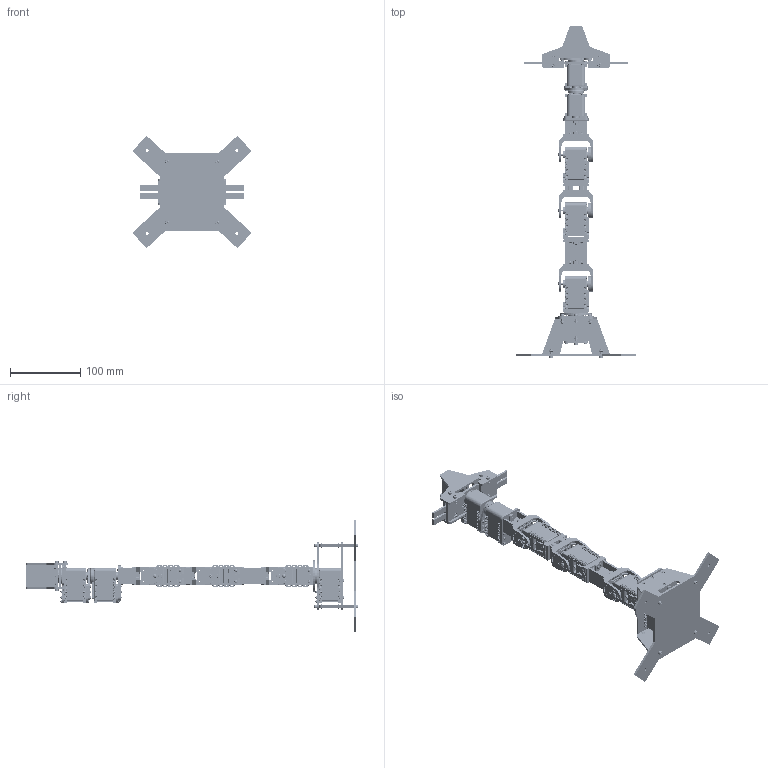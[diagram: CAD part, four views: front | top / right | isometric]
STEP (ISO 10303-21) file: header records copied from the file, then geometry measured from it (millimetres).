
FILE_DESCRIPTION(/* description */ (''),/* implementation_level */ '2;1');
FILE_NAME(/* name */ 'Whiteone.stp',/* time_stamp */ '2019-08-25T20:01:11+03:00',/* author */ ('molotilkin'),/* organization */ (''),/* preprocessor_version */ 'ST-DEVELOPER v18',/* originating_system */ 'Autodesk Inventor 2020',/* authorisation */ '');
FILE_SCHEMA (('AUTOMOTIVE_DESIGN { 1 0 10303 214 3 1 1 }'));
Products named in the file (45): Whiteone; Крепеж головки; Схват основа; Крабик; Боковина клежни; Средений слайдер; Верхний слайдер; Ребро схвата 
среднее; Нижний слайдер; Втулка полиамид 
d4; DIN 125 - A 2,2; Фланец головки; Ребро головки; Боковина ребра 
головки; Проставка головки; Боковина ребра 
короткая; ISO 7045 - M2 x 20 - 4.8 - H; Ребро длинное; Боковина ребра 
длиная; Фланец звена; Прижимная планка; FP04-F2; ISO 7045 - M2 x 10 - 4.8 - H; BPF-WA; BPF-BU; Стол; FP04-F3; ISO 7045 - M2,5 x 10 - 4.8 - H; Опора; AX-12A; AX-12A-01; AX-12A-02; AX-12A-03; AX-12A-04; SetScrew; pan head cross recess screw_iso2_ISO 7045 - M2.5 x 8 - Z --- 8C; Перегородка основания; Крышка основания; Нога; ISO 7045 - M2 x 8 - 4.8 - H ...
Assembly tree (292 placements, depth 3):
  Whiteone
    Проставка головки  x2
    Крепеж головки
    Схват основа
    AX-12A  x6
      AX-12A-01
      AX-12A-02
      AX-12A-03
      AX-12A-04
      SetScrew
      pan head cross recess screw_iso2_ISO 7045 - M2.5 x 8 - Z --- 8C
    Крабик  x2
    Верхний слайдер  x2
    Средений слайдер  x2
    Боковина клежни  x4
    Нижний слайдер  x2
    Ребро схвата 
среднее  x2
    DIN 125 - A 2,2  x8
    ISO 7045 - M2 x 8 - 4.8 - H  x38
    ISO 4035 - M2(1)  x70
    ISO 4762  - M3 x 10  x20
    ISO 4035 - M3(1)  x20
    Втулка полиамид 
d4  x4
    ISO 7045 - M2 x 6 - 4.8 - H  x30
    ISO 7045 - M2 x 10 - 4.8 - H  x20
    Фланец головки
    Ребро головки
    Боковина ребра 
головки  x2
    Прижимная планка  x8
    Фланец звена  x5
    FP04-F2  x3
    BPF-BU  x3
    BPF-WA  x3
    FP04-F3  x3
    Боковина ребра 
короткая  x2
    ISO 7045 - M2,5 x 10 - 4.8 - H  x3
    ISO 7045 - M2 x 20 - 4.8 - H  x4
    Ребро длинное
    Боковина ребра 
длиная  x2
    Стол
    Опора
    Нога  x2
    Перегородка основания
    Крышка основания
    Держак клешни  x2
Bounding box: 170.16 x 472.8 x 160.3 mm (x, y, z)
Volume: 478310.5 mm3; surface area: 311795.6 mm2
Topology: 325 solids, 325 shells, 12827 faces, 35938 edges, 24002 vertices
Faces by surface type: plane 8148, cone 1966, cylinder 1804, torus 700, sphere 149, bspline 60
Full cylindrical faces by diameter (mm): 1.2 x240, 1.567 x70, 1.6 x48, 1.7 x36, 1.783 x92, 1.8 x36, 2 x144, 2.1 x144, 2.2 x64, 2.256 x3, 2.3 x6, 2.459 x20, 2.5 x141, 3 x40, 3.3 x24, 3.5 x12, 3.8 x36, 4 x12, 5 x14, 5.5 x32, 5.8 x24, 6 x1, 8 x12, 9 x6, 9.5 x6, 10.8 x6, 13.4 x6, 18.2 x6, 22 x6, 45 x1
Entity records: 84248 total; most frequent: CARTESIAN_POINT 16955, ORIENTED_EDGE 13546, DIRECTION 13275, EDGE_CURVE 6773, LINE 5277, VECTOR 5277, VERTEX_POINT 4532, AXIS2_PLACEMENT_3D 3999
